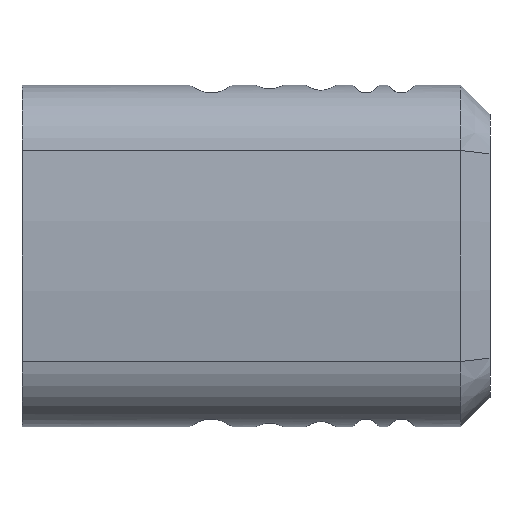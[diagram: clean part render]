
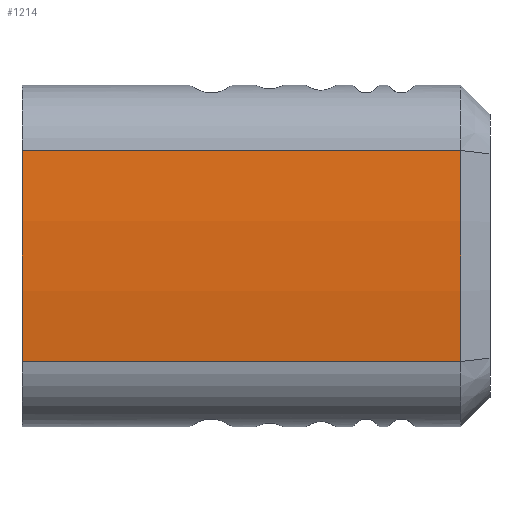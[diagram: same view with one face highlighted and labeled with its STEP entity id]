
A CAD part, front view. The second image highlights one B-rep face of the part: STEP entity #1214.
In plain terms, the highlighted cylindrical face has radius 61.3 mm (diameter 122.6 mm), a partial arc.
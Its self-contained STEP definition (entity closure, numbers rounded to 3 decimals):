
#37=LINE('',#2114,#89);
#44=LINE('',#2488,#96);
#89=VECTOR('',#1447,10.);
#96=VECTOR('',#1490,10.);
#151=CYLINDRICAL_SURFACE('',#1380,61.3);
#223=FACE_OUTER_BOUND('',#297,.T.);
#297=EDGE_LOOP('',(#1069,#1070,#1071,#1072));
#344=CIRCLE('',#1329,61.3);
#366=CIRCLE('',#1359,61.3);
#472=VERTEX_POINT('',#2111);
#473=VERTEX_POINT('',#2113);
#505=VERTEX_POINT('',#2485);
#506=VERTEX_POINT('',#2487);
#602=EDGE_CURVE('',#472,#473,#37,.T.);
#646=EDGE_CURVE('',#505,#506,#44,.T.);
#691=EDGE_CURVE('',#505,#473,#344,.T.);
#717=EDGE_CURVE('',#506,#472,#366,.T.);
#1069=ORIENTED_EDGE('',*,*,#717,.F.);
#1070=ORIENTED_EDGE('',*,*,#646,.F.);
#1071=ORIENTED_EDGE('',*,*,#691,.T.);
#1072=ORIENTED_EDGE('',*,*,#602,.F.);
#1214=ADVANCED_FACE('',(#223),#151,.T.);
#1329=AXIS2_PLACEMENT_3D('',#2576,#1596,#1597);
#1359=AXIS2_PLACEMENT_3D('',#2659,#1660,#1661);
#1380=AXIS2_PLACEMENT_3D('',#2697,#1710,#1711);
#1447=DIRECTION('',(-1.,0.,0.));
#1490=DIRECTION('',(1.,0.,0.));
#1596=DIRECTION('center_axis',(1.,0.,0.));
#1597=DIRECTION('ref_axis',(0.,-0.983,0.181));
#1660=DIRECTION('center_axis',(1.,0.,0.));
#1661=DIRECTION('ref_axis',(0.,-0.983,0.181));
#1710=DIRECTION('center_axis',(1.,0.,0.));
#1711=DIRECTION('ref_axis',(0.,-0.983,0.181));
#2111=CARTESIAN_POINT('',(30.,-6.413,-7.219));
#2113=CARTESIAN_POINT('',(0.,-6.413,-7.219));
#2114=CARTESIAN_POINT('',(0.,-6.413,-7.219));
#2485=CARTESIAN_POINT('',(0.,-6.413,7.219));
#2487=CARTESIAN_POINT('',(30.,-6.413,7.219));
#2488=CARTESIAN_POINT('',(0.,-6.413,7.219));
#2576=CARTESIAN_POINT('Origin',(0.,54.461,0.));
#2659=CARTESIAN_POINT('Origin',(30.,54.461,0.));
#2697=CARTESIAN_POINT('Origin',(0.,54.461,0.));
